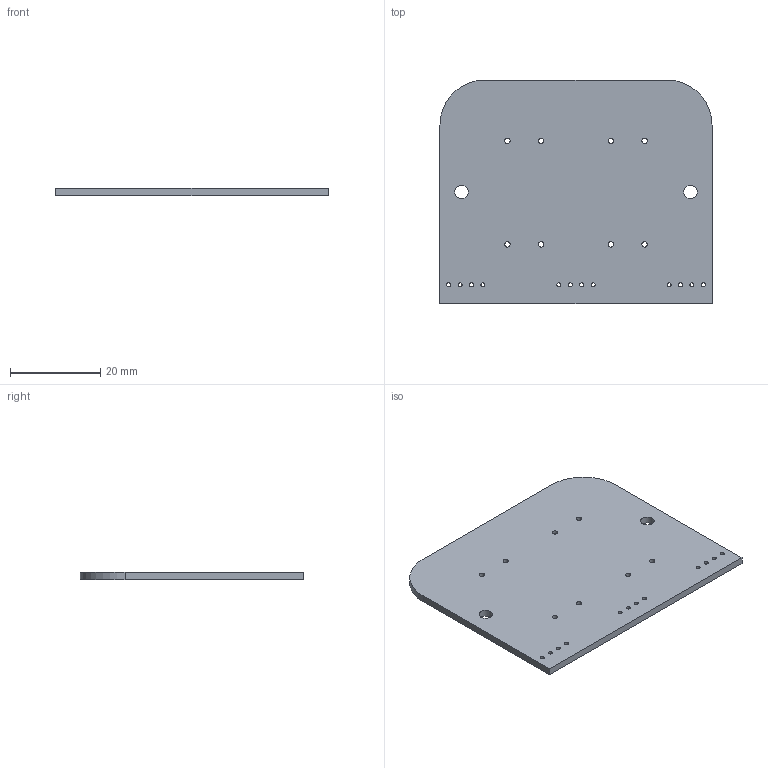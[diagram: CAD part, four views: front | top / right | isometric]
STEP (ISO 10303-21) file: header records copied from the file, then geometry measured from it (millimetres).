
FILE_DESCRIPTION(('KiCad electronic assembly'),'2;1');
FILE_NAME('4XLTO1865V01A.step','2022-08-10T08:32:52',('Pcbnew'),('Kicad' ),'Open CASCADE STEP processor 7.5','KiCad to STEP converter', 'Unknown');
FILE_SCHEMA(('AUTOMOTIVE_DESIGN { 1 0 10303 214 1 1 1 1 }'));
Length unit declared in the file: millimetre
Products named in the file (2): 4XLTO1865V01A 1; 4XLTO1865V01A PCB
Assembly tree (1 placements, depth 2):
  4XLTO1865V01A 1
    4XLTO1865V01A PCB
Bounding box: 60.45 x 49.75 x 1.6 mm (x, y, z)
Volume: 4693.9 mm3; surface area: 6338.3 mm2
Topology: 1 solids, 1 shells, 30 faces, 84 edges, 56 vertices
Faces by surface type: cylinder 24, plane 6
Full cylindrical faces by diameter (mm): 0.889 x12, 1.2 x8, 3 x2
Entity records: 2223 total; most frequent: DIRECTION 364, CARTESIAN_POINT 340, ORIENTED_EDGE 168, PCURVE 168, DEFINITIONAL_REPRESENTATION 168, LINE 156, VECTOR 156, CIRCLE 96
